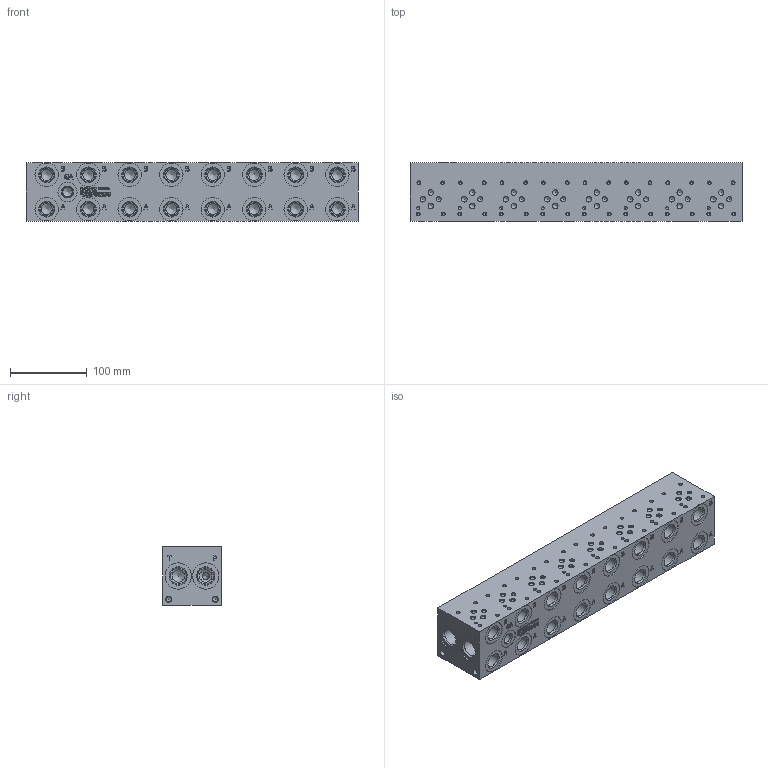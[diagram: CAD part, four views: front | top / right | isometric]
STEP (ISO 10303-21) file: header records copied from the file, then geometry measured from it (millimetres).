
FILE_DESCRIPTION(/* description */ (''),/* implementation_level */ '2;1');
FILE_NAME(/* name */ '_D03P082S_S.stp',/* time_stamp */ '2021-06-29T13:49:08-04:00',/* author */ ('anthonyv'),/* organization */ (''),/* preprocessor_version */ 'ST-DEVELOPER v18.1',/* originating_system */ 'Autodesk Inventor 2021',/* authorisation */ '');
FILE_SCHEMA (('AUTOMOTIVE_DESIGN { 1 0 10303 214 3 1 1 }'));
Length unit declared in the file: millimetre
Products named in the file (1): Part_AD03P082S~S_3D
Bounding box: 431.67 x 76.2 x 76.2 mm (x, y, z)
Volume: 2328206.5 mm3; surface area: 188067.5 mm2
Topology: 1 solids, 1 shells, 1229 faces, 3357 edges, 2289 vertices
Faces by surface type: plane 566, bspline 271, cylinder 226, cone 166
Full cylindrical faces by diameter (mm): 3.785 x32, 3.962 x8, 4.826 x32, 6.35 x8, 6.528 x4, 7.137 x24, 7.925 x4, 12.294 x1, 12.9 x1, 13.487 x1, 14.275 x1, 14.3 x16, 14.529 x1, 15.875 x4, 17.45 x1, 17.501 x16, 18.542 x1, 19.05 x16, 19.253 x16, 19.99 x1, 20.447 x4, 20.625 x1, 21.819 x1, 22.225 x3, 22.23 x1, 22.555 x4, 23.901 x3, 25.019 x1, 30.632 x16, 34.138 x4
Entity records: 40968 total; most frequent: CARTESIAN_POINT 10301, ORIENTED_EDGE 6518, DIRECTION 5474, EDGE_CURVE 3259, VERTEX_POINT 2289, LINE 1878, VECTOR 1878, AXIS2_PLACEMENT_3D 1798
